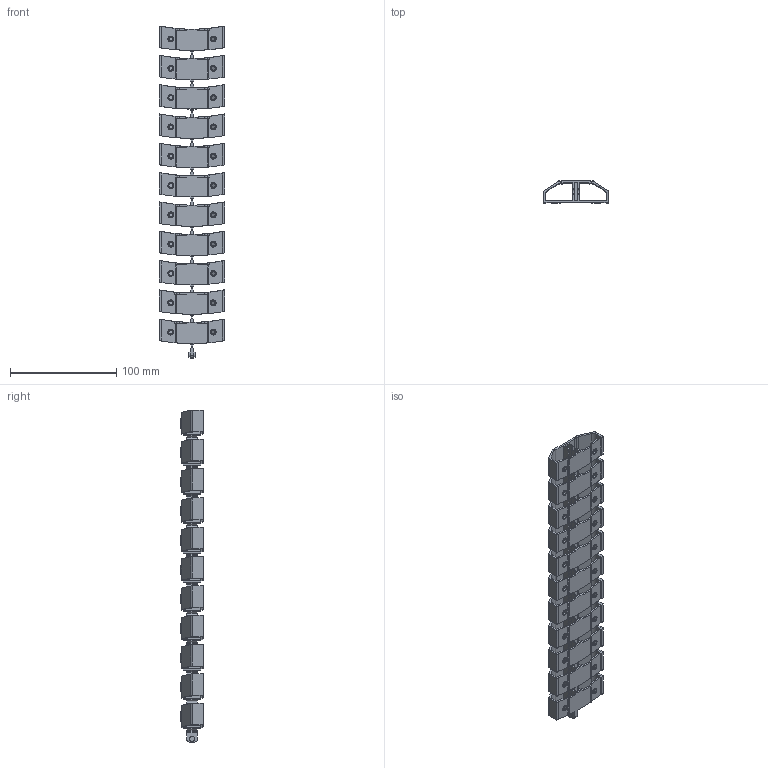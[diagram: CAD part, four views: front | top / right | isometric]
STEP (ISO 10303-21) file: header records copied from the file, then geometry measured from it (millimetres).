
FILE_DESCRIPTION (( 'STEP AP214' ), '1' );
FILE_NAME ('P_6154920_1.STEP', '2023-04-28T06:05:40', ( '' ), ( '' ), 'SwSTEP 2.0', 'SolidWorks 2022', '' );
FILE_SCHEMA (( 'AUTOMOTIVE_DESIGN' ));
Length unit declared in the file: millimetre
Products named in the file (2): P_6154920_1; P_6154920_2_Standard
Assembly tree (11 placements, depth 2):
  P_6154920_1
    P_6154920_2_Standard  x11
Bounding box: 61.7 x 21.1 x 312.59 mm (x, y, z)
Volume: 69996.9 mm3; surface area: 89636.5 mm2
Topology: 11 solids, 11 shells, 2189 faces, 6039 edges, 4004 vertices
Faces by surface type: plane 1056, bspline 638, cylinder 451, cone 44
Entity records: 9475 total; most frequent: CARTESIAN_POINT 3754, ORIENTED_EDGE 1098, DIRECTION 793, EDGE_CURVE 549, VERTEX_POINT 364, LINE 303, VECTOR 303, AXIS2_PLACEMENT_3D 245
